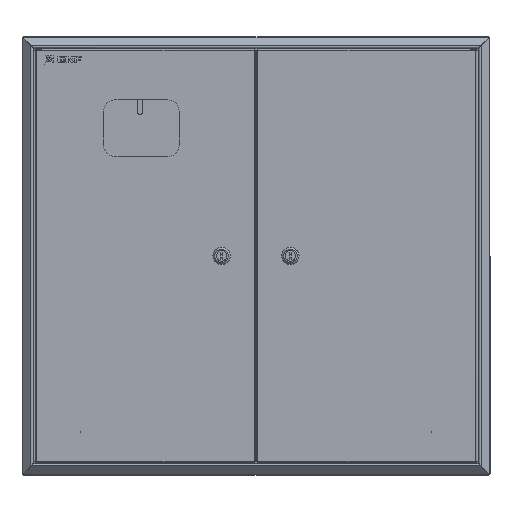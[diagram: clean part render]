
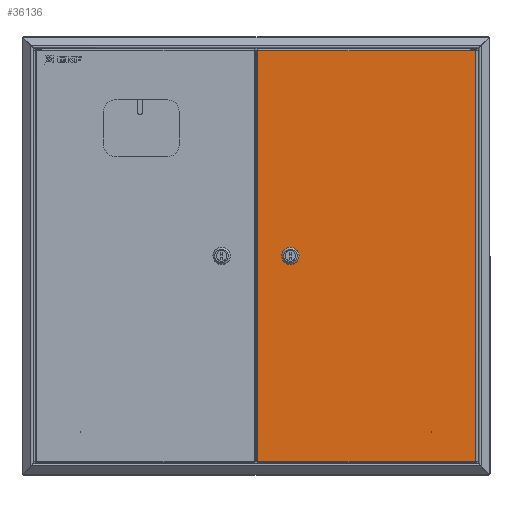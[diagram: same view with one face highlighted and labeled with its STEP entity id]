
A CAD part, top view. The second image highlights one B-rep face of the part: STEP entity #36136.
In plain terms, the highlighted planar face has unit normal (0, 0, 1).
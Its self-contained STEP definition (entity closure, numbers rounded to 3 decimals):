
#39 = VERTEX_POINT ( 'NONE', #32001 ) ;
#185 = CARTESIAN_POINT ( 'NONE',  ( 45., 273.63, 0. ) ) ;
#1012 = LINE ( 'NONE', #4283, #11691 ) ;
#1031 = DIRECTION ( 'NONE',  ( 0., 0., 1. ) ) ;
#1081 = CARTESIAN_POINT ( 'NONE',  ( 45., 273.63, 0. ) ) ;
#1156 = DIRECTION ( 'NONE',  ( 1., 0., 0. ) ) ;
#1560 = EDGE_CURVE ( 'NONE', #39, #38417, #40580, .T. ) ;
#1597 = PLANE ( 'NONE',  #28575 ) ;
#2567 = VECTOR ( 'NONE', #4512, 1000. ) ;
#3575 = CARTESIAN_POINT ( 'NONE',  ( 232.28, 40., 0. ) ) ;
#3627 = EDGE_CURVE ( 'NONE', #21266, #39689, #22022, .T. ) ;
#3665 = ORIENTED_EDGE ( 'NONE', *, *, #22987, .F. ) ;
#3684 = VERTEX_POINT ( 'NONE', #19558 ) ;
#3803 = DIRECTION ( 'NONE',  ( 1., 0., 0. ) ) ;
#4283 = CARTESIAN_POINT ( 'NONE',  ( 290.903, 545.56, 0. ) ) ;
#4284 = DIRECTION ( 'NONE',  ( 1., 0., 0. ) ) ;
#4512 = DIRECTION ( 'NONE',  ( 0., -1., 0. ) ) ;
#5078 = LINE ( 'NONE', #44753, #23074 ) ;
#5259 = VERTEX_POINT ( 'NONE', #3575 ) ;
#6064 = LINE ( 'NONE', #32329, #31363 ) ;
#6400 = ORIENTED_EDGE ( 'NONE', *, *, #9155, .T. ) ;
#6893 = AXIS2_PLACEMENT_3D ( 'NONE', #185, #25325, #3803 ) ;
#7903 = CARTESIAN_POINT ( 'NONE',  ( 0.877, 1.7, 0. ) ) ;
#9014 = CARTESIAN_POINT ( 'NONE',  ( 1.7, 1.7, 0. ) ) ;
#9155 = EDGE_CURVE ( 'NONE', #43739, #5259, #30204, .T. ) ;
#10407 = CARTESIAN_POINT ( 'NONE',  ( 1.7, 546.383, 0. ) ) ;
#11136 = ORIENTED_EDGE ( 'NONE', *, *, #14380, .T. ) ;
#11691 = VECTOR ( 'NONE', #29420, 1000. ) ;
#11726 = ORIENTED_EDGE ( 'NONE', *, *, #40644, .T. ) ;
#13131 = CARTESIAN_POINT ( 'NONE',  ( 53.5, 269.981, 0. ) ) ;
#13213 = VECTOR ( 'NONE', #4284, 1000. ) ;
#13580 = EDGE_LOOP ( 'NONE', ( #29232, #27535, #24693, #11136 ) ) ;
#14380 = EDGE_CURVE ( 'NONE', #15010, #39, #1012, .T. ) ;
#15010 = VERTEX_POINT ( 'NONE', #22698 ) ;
#16942 = CIRCLE ( 'NONE', #42636, 0.5 ) ;
#19558 = CARTESIAN_POINT ( 'NONE',  ( 36.5, 277.279, 0. ) ) ;
#20073 = EDGE_CURVE ( 'NONE', #30992, #15010, #45457, .T. ) ;
#20602 = CARTESIAN_POINT ( 'NONE',  ( 231.28, 40., 0. ) ) ;
#21132 = AXIS2_PLACEMENT_3D ( 'NONE', #36721, #36668, #36506 ) ;
#21266 = VERTEX_POINT ( 'NONE', #31881 ) ;
#21326 = DIRECTION ( 'NONE',  ( 0., 0., -1. ) ) ;
#21353 = CARTESIAN_POINT ( 'NONE',  ( 53.5, 277.279, 0. ) ) ;
#22022 = CIRCLE ( 'NONE', #26578, 9.25 ) ;
#22189 = FACE_BOUND ( 'NONE', #29076, .T. ) ;
#22698 = CARTESIAN_POINT ( 'NONE',  ( 290.08, 545.56, 0. ) ) ;
#22987 = EDGE_CURVE ( 'NONE', #37990, #3684, #25873, .T. ) ;
#23074 = VECTOR ( 'NONE', #30606, 1000. ) ;
#23303 = DIRECTION ( 'NONE',  ( -1., 0., 0. ) ) ;
#24693 = ORIENTED_EDGE ( 'NONE', *, *, #20073, .T. ) ;
#24799 = EDGE_LOOP ( 'NONE', ( #24932, #3665, #32915, #32079 ) ) ;
#24932 = ORIENTED_EDGE ( 'NONE', *, *, #33416, .F. ) ;
#25325 = DIRECTION ( 'NONE',  ( 0., 0., 1. ) ) ;
#25502 = VECTOR ( 'NONE', #41913, 1000. ) ;
#25873 = CIRCLE ( 'NONE', #6893, 9.25 ) ;
#26578 = AXIS2_PLACEMENT_3D ( 'NONE', #1081, #1031, #1156 ) ;
#27535 = ORIENTED_EDGE ( 'NONE', *, *, #37626, .T. ) ;
#28575 = AXIS2_PLACEMENT_3D ( 'NONE', #33910, #44531, #23303 ) ;
#28859 = DIRECTION ( 'NONE',  ( 0., 1., 0. ) ) ;
#29076 = EDGE_LOOP ( 'NONE', ( #6400, #11726 ) ) ;
#29232 = ORIENTED_EDGE ( 'NONE', *, *, #1560, .T. ) ;
#29420 = DIRECTION ( 'NONE',  ( -1., 0., 0. ) ) ;
#30204 = CIRCLE ( 'NONE', #21132, 0.5 ) ;
#30606 = DIRECTION ( 'NONE',  ( 0., -1., 0. ) ) ;
#30992 = VERTEX_POINT ( 'NONE', #43342 ) ;
#31363 = VECTOR ( 'NONE', #28859, 1000. ) ;
#31484 = CARTESIAN_POINT ( 'NONE',  ( 290.08, 0.877, 0. ) ) ;
#31881 = CARTESIAN_POINT ( 'NONE',  ( 36.5, 269.981, 0. ) ) ;
#32001 = CARTESIAN_POINT ( 'NONE',  ( 1.7, 545.56, 0. ) ) ;
#32079 = ORIENTED_EDGE ( 'NONE', *, *, #3627, .F. ) ;
#32329 = CARTESIAN_POINT ( 'NONE',  ( 53.5, 277.279, 0. ) ) ;
#32852 = FACE_OUTER_BOUND ( 'NONE', #13580, .T. ) ;
#32915 = ORIENTED_EDGE ( 'NONE', *, *, #42699, .F. ) ;
#33416 = EDGE_CURVE ( 'NONE', #3684, #21266, #5078, .T. ) ;
#33910 = CARTESIAN_POINT ( 'NONE',  ( 0., 0., 0. ) ) ;
#36136 = ADVANCED_FACE ( 'NONE', ( #22189, #41106, #32852 ), #1597, .F. ) ;
#36506 = DIRECTION ( 'NONE',  ( -1., 0., 0. ) ) ;
#36668 = DIRECTION ( 'NONE',  ( 0., 0., -1. ) ) ;
#36721 = CARTESIAN_POINT ( 'NONE',  ( 231.78, 40., 0. ) ) ;
#37626 = EDGE_CURVE ( 'NONE', #38417, #30992, #41644, .T. ) ;
#37990 = VERTEX_POINT ( 'NONE', #21353 ) ;
#38417 = VERTEX_POINT ( 'NONE', #9014 ) ;
#39689 = VERTEX_POINT ( 'NONE', #13131 ) ;
#40580 = LINE ( 'NONE', #10407, #2567 ) ;
#40644 = EDGE_CURVE ( 'NONE', #5259, #43739, #16942, .T. ) ;
#41106 = FACE_BOUND ( 'NONE', #24799, .T. ) ;
#41644 = LINE ( 'NONE', #7903, #13213 ) ;
#41913 = DIRECTION ( 'NONE',  ( 0., 1., 0. ) ) ;
#42612 = CARTESIAN_POINT ( 'NONE',  ( 231.78, 40., 0. ) ) ;
#42636 = AXIS2_PLACEMENT_3D ( 'NONE', #42612, #21326, #46171 ) ;
#42699 = EDGE_CURVE ( 'NONE', #39689, #37990, #6064, .T. ) ;
#43342 = CARTESIAN_POINT ( 'NONE',  ( 290.08, 1.7, 0. ) ) ;
#43739 = VERTEX_POINT ( 'NONE', #20602 ) ;
#44531 = DIRECTION ( 'NONE',  ( 0., 0., -1. ) ) ;
#44753 = CARTESIAN_POINT ( 'NONE',  ( 36.5, 277.279, 0. ) ) ;
#45457 = LINE ( 'NONE', #31484, #25502 ) ;
#46171 = DIRECTION ( 'NONE',  ( -1., 0., 0. ) ) ;
